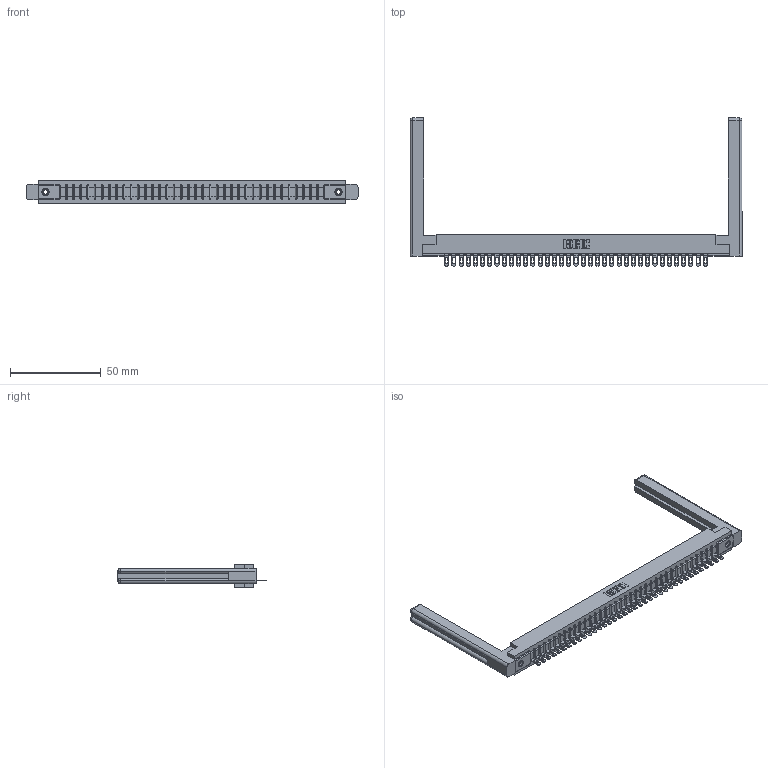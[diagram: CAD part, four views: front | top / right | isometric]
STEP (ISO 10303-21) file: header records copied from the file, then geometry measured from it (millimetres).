
FILE_DESCRIPTION (( 'STEP AP203' ), '1' );
FILE_NAME ('357-037-501-158.STEP', '2019-09-17T07:01:09', ( '' ), ( '' ), 'SwSTEP 2.0', 'SolidWorks 2016', '' );
FILE_SCHEMA (( 'CONFIG_CONTROL_DESIGN' ));
Length unit declared in the file: inch
Products named in the file (5): 307-290-002_501; 345-250-001_345-250-001-102; 307 Part_.156 Dia Mounting Holes; 357-037-501-158; 307-220-058
Assembly tree (42 placements, depth 2):
  357-037-501-158
    307 Part_.156 Dia Mounting Holes
    307-290-002_501  x37
    307-220-058  x2
    345-250-001_345-250-001-102  x2
Bounding box: 183.24 x 81.74 x 12.7 mm (x, y, z)
Volume: 26723.7 mm3; surface area: 29620.8 mm2
Topology: 42 solids, 42 shells, 3110 faces, 9483 edges, 6206 vertices
Faces by surface type: plane 1782, cylinder 1228, sphere 76, torus 12, cone 12
Entity records: 35763 total; most frequent: CARTESIAN_POINT 6039, ORIENTED_EDGE 5968, DIRECTION 5834, EDGE_CURVE 2984, VECTOR 2276, LINE 2276, VERTEX_POINT 1930, AXIS2_PLACEMENT_3D 1779
